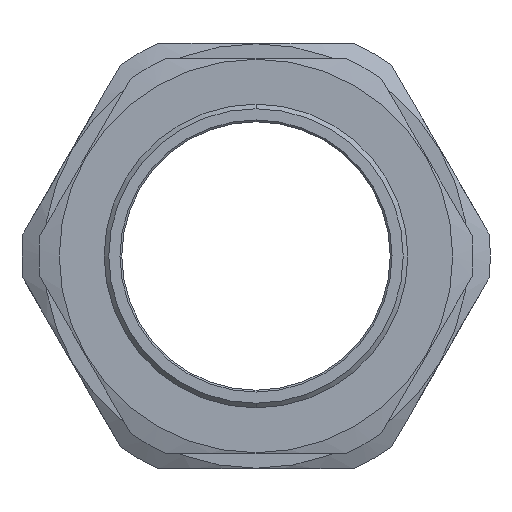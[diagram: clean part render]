
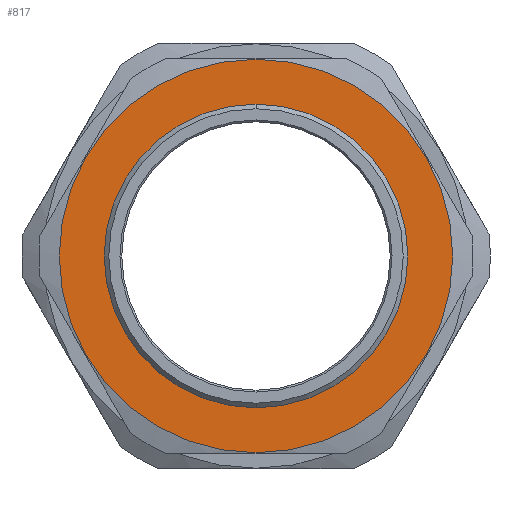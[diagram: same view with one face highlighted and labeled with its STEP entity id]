
A CAD part, left-side view. The second image highlights one B-rep face of the part: STEP entity #817.
In plain terms, the highlighted planar face has unit normal (-1, 0, 0).
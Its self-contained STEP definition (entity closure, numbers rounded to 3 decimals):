
#66 = FACE_OUTER_BOUND ( 'NONE', #8261, .T. ) ;
#162 = CARTESIAN_POINT ( 'NONE',  ( 15., 0., 0. ) ) ;
#181 = CARTESIAN_POINT ( 'NONE',  ( 15., 0., 0. ) ) ;
#294 = PLANE ( 'NONE',  #5079 ) ;
#333 = VERTEX_POINT ( 'NONE', #7452 ) ;
#556 = EDGE_CURVE ( 'NONE', #333, #4112, #2854, .T. ) ;
#664 = EDGE_CURVE ( 'NONE', #6637, #2182, #8199, .T. ) ;
#688 = ORIENTED_EDGE ( 'NONE', *, *, #664, .F. ) ;
#817 = ADVANCED_FACE ( 'NONE', ( #66, #6269 ), #294, .F. ) ;
#823 = AXIS2_PLACEMENT_3D ( 'NONE', #181, #1358, #3881 ) ;
#881 = EDGE_CURVE ( 'NONE', #2182, #6637, #3238, .T. ) ;
#1358 = DIRECTION ( 'NONE',  ( -1., 0., 0. ) ) ;
#1976 = EDGE_CURVE ( 'NONE', #4112, #333, #4217, .T. ) ;
#2011 = ORIENTED_EDGE ( 'NONE', *, *, #556, .F. ) ;
#2182 = VERTEX_POINT ( 'NONE', #5422 ) ;
#2356 = AXIS2_PLACEMENT_3D ( 'NONE', #4269, #6103, #6748 ) ;
#2511 = CARTESIAN_POINT ( 'NONE',  ( 15., 0., 0. ) ) ;
#2590 = DIRECTION ( 'NONE',  ( 1., 0., 0. ) ) ;
#2854 = CIRCLE ( 'NONE', #4344, 32.4 ) ;
#3238 = CIRCLE ( 'NONE', #2356, 25. ) ;
#3551 = ORIENTED_EDGE ( 'NONE', *, *, #881, .F. ) ;
#3881 = DIRECTION ( 'NONE',  ( 0., 0., 1. ) ) ;
#3928 = AXIS2_PLACEMENT_3D ( 'NONE', #162, #7077, #5822 ) ;
#4112 = VERTEX_POINT ( 'NONE', #4839 ) ;
#4217 = CIRCLE ( 'NONE', #3928, 32.4 ) ;
#4269 = CARTESIAN_POINT ( 'NONE',  ( 15., 0., 0. ) ) ;
#4344 = AXIS2_PLACEMENT_3D ( 'NONE', #2511, #2590, #7743 ) ;
#4756 = DIRECTION ( 'NONE',  ( 1., 0., 0. ) ) ;
#4839 = CARTESIAN_POINT ( 'NONE',  ( 15., 0., -32.4 ) ) ;
#5079 = AXIS2_PLACEMENT_3D ( 'NONE', #5306, #4756, #7332 ) ;
#5082 = CARTESIAN_POINT ( 'NONE',  ( 15., 0., -25. ) ) ;
#5140 = ORIENTED_EDGE ( 'NONE', *, *, #1976, .F. ) ;
#5306 = CARTESIAN_POINT ( 'NONE',  ( 15., 0., -36.25 ) ) ;
#5422 = CARTESIAN_POINT ( 'NONE',  ( 15., 0., 25. ) ) ;
#5615 = EDGE_LOOP ( 'NONE', ( #688, #3551 ) ) ;
#5822 = DIRECTION ( 'NONE',  ( 0., 0., -1. ) ) ;
#6103 = DIRECTION ( 'NONE',  ( -1., 0., 0. ) ) ;
#6269 = FACE_BOUND ( 'NONE', #5615, .T. ) ;
#6637 = VERTEX_POINT ( 'NONE', #5082 ) ;
#6748 = DIRECTION ( 'NONE',  ( 0., 0., 1. ) ) ;
#7077 = DIRECTION ( 'NONE',  ( 1., 0., 0. ) ) ;
#7332 = DIRECTION ( 'NONE',  ( 0., 0., -1. ) ) ;
#7452 = CARTESIAN_POINT ( 'NONE',  ( 15., 0., 32.4 ) ) ;
#7743 = DIRECTION ( 'NONE',  ( 0., 0., -1. ) ) ;
#8199 = CIRCLE ( 'NONE', #823, 25. ) ;
#8261 = EDGE_LOOP ( 'NONE', ( #5140, #2011 ) ) ;
